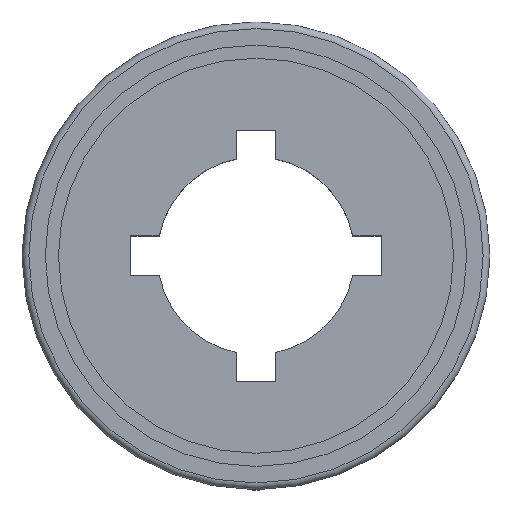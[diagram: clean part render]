
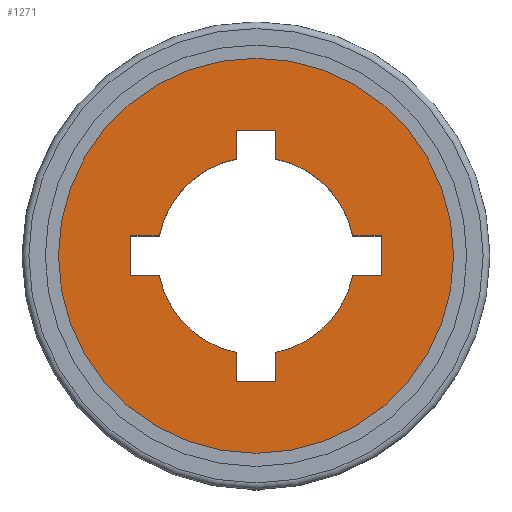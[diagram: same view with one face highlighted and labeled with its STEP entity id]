
A CAD part, top view. The second image highlights one B-rep face of the part: STEP entity #1271.
In plain terms, the highlighted planar face has unit normal (0, 0, 1).
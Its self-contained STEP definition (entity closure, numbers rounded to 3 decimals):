
#1122 = EDGE_CURVE('',#1123,#1123,#1125,.T.);
#1123 = VERTEX_POINT('',#1124);
#1124 = CARTESIAN_POINT('',(15.,0.,21.));
#1125 = CIRCLE('',#1126,15.);
#1126 = AXIS2_PLACEMENT_3D('',#1127,#1128,#1129);
#1127 = CARTESIAN_POINT('',(0.,0.,21.));
#1128 = DIRECTION('',(0.,0.,1.));
#1129 = DIRECTION('',(1.,0.,0.));
#1271 = ADVANCED_FACE('',(#1272,#1275),#1409,.T.);
#1272 = FACE_BOUND('',#1273,.T.);
#1273 = EDGE_LOOP('',(#1274));
#1274 = ORIENTED_EDGE('',*,*,#1122,.T.);
#1275 = FACE_BOUND('',#1276,.T.);
#1276 = EDGE_LOOP('',(#1277,#1287,#1296,#1304,#1312,#1320,#1329,#1337,
    #1345,#1353,#1362,#1370,#1378,#1386,#1395,#1403));
#1277 = ORIENTED_EDGE('',*,*,#1278,.T.);
#1278 = EDGE_CURVE('',#1279,#1281,#1283,.T.);
#1279 = VERTEX_POINT('',#1280);
#1280 = CARTESIAN_POINT('',(-1.5,-9.548,21.));
#1281 = VERTEX_POINT('',#1282);
#1282 = CARTESIAN_POINT('',(-1.5,-7.348,21.));
#1283 = LINE('',#1284,#1285);
#1284 = CARTESIAN_POINT('',(-1.5,-3.674,21.));
#1285 = VECTOR('',#1286,1.);
#1286 = DIRECTION('',(0.,1.,0.));
#1287 = ORIENTED_EDGE('',*,*,#1288,.T.);
#1288 = EDGE_CURVE('',#1281,#1289,#1291,.T.);
#1289 = VERTEX_POINT('',#1290);
#1290 = CARTESIAN_POINT('',(-7.348,-1.5,21.));
#1291 = CIRCLE('',#1292,7.5);
#1292 = AXIS2_PLACEMENT_3D('',#1293,#1294,#1295);
#1293 = CARTESIAN_POINT('',(0.,0.,21.));
#1294 = DIRECTION('',(0.,0.,-1.));
#1295 = DIRECTION('',(1.,0.,0.));
#1296 = ORIENTED_EDGE('',*,*,#1297,.T.);
#1297 = EDGE_CURVE('',#1289,#1298,#1300,.T.);
#1298 = VERTEX_POINT('',#1299);
#1299 = CARTESIAN_POINT('',(-9.548,-1.5,21.));
#1300 = LINE('',#1301,#1302);
#1301 = CARTESIAN_POINT('',(-4.774,-1.5,21.));
#1302 = VECTOR('',#1303,1.);
#1303 = DIRECTION('',(-1.,0.,0.));
#1304 = ORIENTED_EDGE('',*,*,#1305,.T.);
#1305 = EDGE_CURVE('',#1298,#1306,#1308,.T.);
#1306 = VERTEX_POINT('',#1307);
#1307 = CARTESIAN_POINT('',(-9.548,1.5,21.));
#1308 = LINE('',#1309,#1310);
#1309 = CARTESIAN_POINT('',(-9.548,0.75,21.));
#1310 = VECTOR('',#1311,1.);
#1311 = DIRECTION('',(0.,1.,0.));
#1312 = ORIENTED_EDGE('',*,*,#1313,.T.);
#1313 = EDGE_CURVE('',#1306,#1314,#1316,.T.);
#1314 = VERTEX_POINT('',#1315);
#1315 = CARTESIAN_POINT('',(-7.348,1.5,21.));
#1316 = LINE('',#1317,#1318);
#1317 = CARTESIAN_POINT('',(-3.674,1.5,21.));
#1318 = VECTOR('',#1319,1.);
#1319 = DIRECTION('',(1.,0.,0.));
#1320 = ORIENTED_EDGE('',*,*,#1321,.T.);
#1321 = EDGE_CURVE('',#1314,#1322,#1324,.T.);
#1322 = VERTEX_POINT('',#1323);
#1323 = CARTESIAN_POINT('',(-1.5,7.348,21.));
#1324 = CIRCLE('',#1325,7.5);
#1325 = AXIS2_PLACEMENT_3D('',#1326,#1327,#1328);
#1326 = CARTESIAN_POINT('',(0.,0.,21.));
#1327 = DIRECTION('',(0.,0.,-1.));
#1328 = DIRECTION('',(1.,0.,0.));
#1329 = ORIENTED_EDGE('',*,*,#1330,.T.);
#1330 = EDGE_CURVE('',#1322,#1331,#1333,.T.);
#1331 = VERTEX_POINT('',#1332);
#1332 = CARTESIAN_POINT('',(-1.5,9.548,21.));
#1333 = LINE('',#1334,#1335);
#1334 = CARTESIAN_POINT('',(-1.5,4.774,21.));
#1335 = VECTOR('',#1336,1.);
#1336 = DIRECTION('',(0.,1.,0.));
#1337 = ORIENTED_EDGE('',*,*,#1338,.T.);
#1338 = EDGE_CURVE('',#1331,#1339,#1341,.T.);
#1339 = VERTEX_POINT('',#1340);
#1340 = CARTESIAN_POINT('',(1.5,9.548,21.));
#1341 = LINE('',#1342,#1343);
#1342 = CARTESIAN_POINT('',(0.75,9.548,21.));
#1343 = VECTOR('',#1344,1.);
#1344 = DIRECTION('',(1.,0.,0.));
#1345 = ORIENTED_EDGE('',*,*,#1346,.T.);
#1346 = EDGE_CURVE('',#1339,#1347,#1349,.T.);
#1347 = VERTEX_POINT('',#1348);
#1348 = CARTESIAN_POINT('',(1.5,7.348,21.));
#1349 = LINE('',#1350,#1351);
#1350 = CARTESIAN_POINT('',(1.5,3.674,21.));
#1351 = VECTOR('',#1352,1.);
#1352 = DIRECTION('',(0.,-1.,0.));
#1353 = ORIENTED_EDGE('',*,*,#1354,.T.);
#1354 = EDGE_CURVE('',#1347,#1355,#1357,.T.);
#1355 = VERTEX_POINT('',#1356);
#1356 = CARTESIAN_POINT('',(7.348,1.5,21.));
#1357 = CIRCLE('',#1358,7.5);
#1358 = AXIS2_PLACEMENT_3D('',#1359,#1360,#1361);
#1359 = CARTESIAN_POINT('',(0.,0.,21.));
#1360 = DIRECTION('',(0.,0.,-1.));
#1361 = DIRECTION('',(1.,0.,0.));
#1362 = ORIENTED_EDGE('',*,*,#1363,.T.);
#1363 = EDGE_CURVE('',#1355,#1364,#1366,.T.);
#1364 = VERTEX_POINT('',#1365);
#1365 = CARTESIAN_POINT('',(9.548,1.5,21.));
#1366 = LINE('',#1367,#1368);
#1367 = CARTESIAN_POINT('',(4.774,1.5,21.));
#1368 = VECTOR('',#1369,1.);
#1369 = DIRECTION('',(1.,0.,0.));
#1370 = ORIENTED_EDGE('',*,*,#1371,.T.);
#1371 = EDGE_CURVE('',#1364,#1372,#1374,.T.);
#1372 = VERTEX_POINT('',#1373);
#1373 = CARTESIAN_POINT('',(9.548,-1.5,21.));
#1374 = LINE('',#1375,#1376);
#1375 = CARTESIAN_POINT('',(9.548,-0.75,21.));
#1376 = VECTOR('',#1377,1.);
#1377 = DIRECTION('',(0.,-1.,0.));
#1378 = ORIENTED_EDGE('',*,*,#1379,.T.);
#1379 = EDGE_CURVE('',#1372,#1380,#1382,.T.);
#1380 = VERTEX_POINT('',#1381);
#1381 = CARTESIAN_POINT('',(7.348,-1.5,21.));
#1382 = LINE('',#1383,#1384);
#1383 = CARTESIAN_POINT('',(3.674,-1.5,21.));
#1384 = VECTOR('',#1385,1.);
#1385 = DIRECTION('',(-1.,0.,0.));
#1386 = ORIENTED_EDGE('',*,*,#1387,.T.);
#1387 = EDGE_CURVE('',#1380,#1388,#1390,.T.);
#1388 = VERTEX_POINT('',#1389);
#1389 = CARTESIAN_POINT('',(1.5,-7.348,21.));
#1390 = CIRCLE('',#1391,7.5);
#1391 = AXIS2_PLACEMENT_3D('',#1392,#1393,#1394);
#1392 = CARTESIAN_POINT('',(0.,0.,21.));
#1393 = DIRECTION('',(0.,0.,-1.));
#1394 = DIRECTION('',(1.,0.,0.));
#1395 = ORIENTED_EDGE('',*,*,#1396,.T.);
#1396 = EDGE_CURVE('',#1388,#1397,#1399,.T.);
#1397 = VERTEX_POINT('',#1398);
#1398 = CARTESIAN_POINT('',(1.5,-9.548,21.));
#1399 = LINE('',#1400,#1401);
#1400 = CARTESIAN_POINT('',(1.5,-4.774,21.));
#1401 = VECTOR('',#1402,1.);
#1402 = DIRECTION('',(0.,-1.,0.));
#1403 = ORIENTED_EDGE('',*,*,#1404,.T.);
#1404 = EDGE_CURVE('',#1397,#1279,#1405,.T.);
#1405 = LINE('',#1406,#1407);
#1406 = CARTESIAN_POINT('',(-0.75,-9.548,21.));
#1407 = VECTOR('',#1408,1.);
#1408 = DIRECTION('',(-1.,0.,0.));
#1409 = PLANE('',#1410);
#1410 = AXIS2_PLACEMENT_3D('',#1411,#1412,#1413);
#1411 = CARTESIAN_POINT('',(0.,0.,21.));
#1412 = DIRECTION('',(0.,0.,1.));
#1413 = DIRECTION('',(1.,0.,0.));
